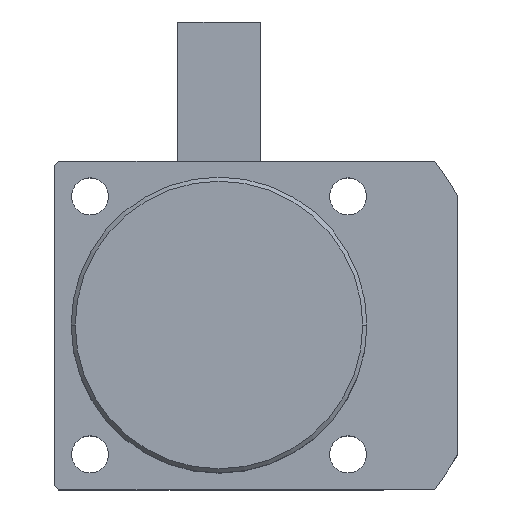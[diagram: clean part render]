
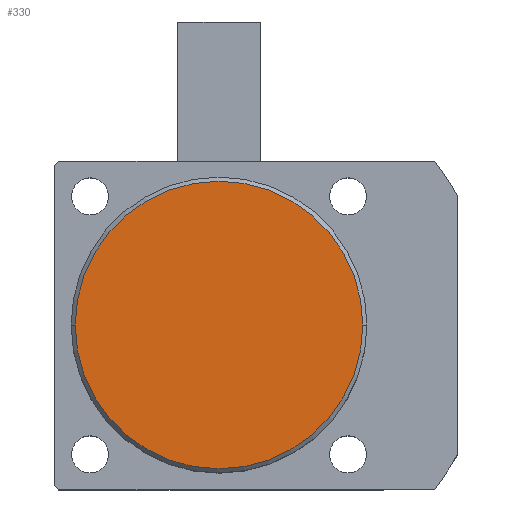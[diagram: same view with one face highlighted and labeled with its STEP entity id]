
A CAD part, top view. The second image highlights one B-rep face of the part: STEP entity #330.
In plain terms, the highlighted planar face has unit normal (0, 0, 1).
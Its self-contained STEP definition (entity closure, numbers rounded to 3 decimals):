
#21 = EDGE_CURVE ( 'NONE', #1976, #1920, #2698, .T. ) ;
#330 = ADVANCED_FACE ( 'NONE', ( #3141 ), #5186, .T. ) ;
#761 = EDGE_CURVE ( 'NONE', #1920, #1976, #5945, .T. ) ;
#1191 = AXIS2_PLACEMENT_3D ( 'NONE', #8968, #8966, #8967 ) ;
#1772 = ORIENTED_EDGE ( 'NONE', *, *, #21, .T. ) ;
#1920 = VERTEX_POINT ( 'NONE', #8553 ) ;
#1976 = VERTEX_POINT ( 'NONE', #8609 ) ;
#2690 = ORIENTED_EDGE ( 'NONE', *, *, #761, .T. ) ;
#2698 = CIRCLE ( 'NONE', #1191, 17.5 ) ;
#3141 = FACE_OUTER_BOUND ( 'NONE', #8989, .T. ) ;
#3975 = AXIS2_PLACEMENT_3D ( 'NONE', #5182, #5188, #5189 ) ;
#4051 = AXIS2_PLACEMENT_3D ( 'NONE', #5588, #5589, #5590 ) ;
#5182 = CARTESIAN_POINT ( 'NONE',  ( 0., 0., 48. ) ) ;
#5186 = PLANE ( 'NONE',  #3975 ) ;
#5188 = DIRECTION ( 'NONE',  ( 0., 0., 1. ) ) ;
#5189 = DIRECTION ( 'NONE',  ( 1., 0., 0. ) ) ;
#5588 = CARTESIAN_POINT ( 'NONE',  ( 0., 0., 48. ) ) ;
#5589 = DIRECTION ( 'NONE',  ( 0., 0., 1. ) ) ;
#5590 = DIRECTION ( 'NONE',  ( 1., 0., 0. ) ) ;
#5945 = CIRCLE ( 'NONE', #4051, 17.5 ) ;
#8553 = CARTESIAN_POINT ( 'NONE',  ( -17.5, 0., 48. ) ) ;
#8609 = CARTESIAN_POINT ( 'NONE',  ( 17.5, 0., 48. ) ) ;
#8966 = DIRECTION ( 'NONE',  ( 0., 0., 1. ) ) ;
#8967 = DIRECTION ( 'NONE',  ( 1., 0., 0. ) ) ;
#8968 = CARTESIAN_POINT ( 'NONE',  ( 0., 0., 48. ) ) ;
#8989 = EDGE_LOOP ( 'NONE', ( #2690, #1772 ) ) ;
